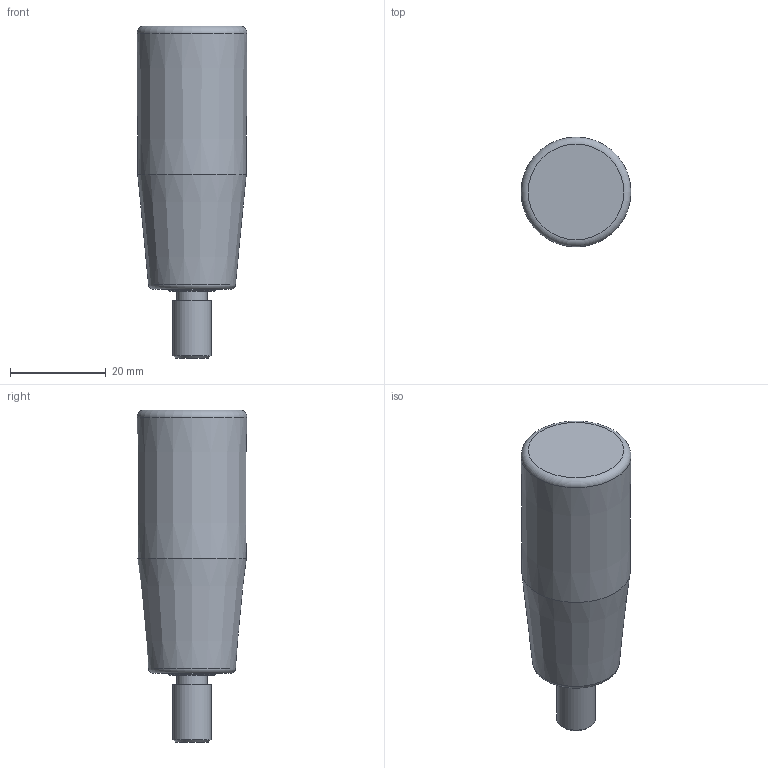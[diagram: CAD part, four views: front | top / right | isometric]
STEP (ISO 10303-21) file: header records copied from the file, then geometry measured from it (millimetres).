
FILE_DESCRIPTION( ( 'Unknown' ), '1' );
FILE_NAME( '6144015_MGEX23x55.stp', 'Unknown', ( 'Unknown' ), ( 'Unknown' ), 'PSStep 11.0', 'Unknown', ' ' );
FILE_SCHEMA( ( 'AUTOMOTIVE_DESIGN { 1 0 10303 214 1 1 1 1 }' ) );
Length unit declared in the file: millimetre
Products named in the file (1): 8900106
Bounding box: 22.99 x 22.99 x 69.4 mm (x, y, z)
Volume: 20513.6 mm3; surface area: 6895.1 mm2
Topology: 1 solids, 2 shells, 51 faces, 120 edges, 77 vertices
Faces by surface type: plane 30, cylinder 10, cone 8, torus 3
Full cylindrical faces by diameter (mm): 4.1 x1, 6.427 x1, 6.6 x1, 6.8 x1, 7.9 x1, 8 x1, 10 x2
Entity records: 1736 total; most frequent: DIRECTION 240, CARTESIAN_POINT 217, ORIENTED_EDGE 188, AXIS2_PLACEMENT_3D 94, EDGE_CURVE 94, EDGE_LOOP 76, VERTEX_POINT 71, FACE_OUTER_BOUND 62
